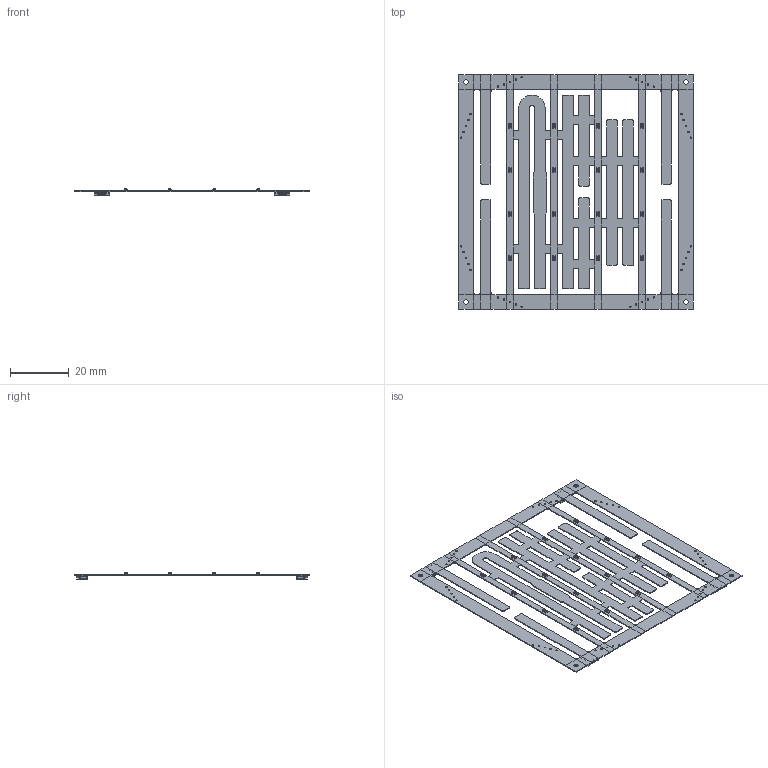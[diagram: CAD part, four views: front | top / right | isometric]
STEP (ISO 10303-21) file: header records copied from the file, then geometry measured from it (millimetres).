
FILE_DESCRIPTION(('Open CASCADE Model'),'2;1');
FILE_NAME('Open CASCADE Shape Model','2019-01-15T12:38:18',('Author'),( 'Open CASCADE'),'Open CASCADE STEP processor 6.8','Open CASCADE 6.8' ,'Unknown');
FILE_SCHEMA(('AUTOMOTIVE_DESIGN { 1 0 10303 214 1 1 1 1 }'));
Length unit declared in the file: millimetre
Products named in the file (99): PCB; Board; Open CASCADE STEP translator 6.8 7.1.1; Open CASCADE STEP translator 6.8 7.1.2; Open CASCADE STEP translator 6.8 7.1.3; Open CASCADE STEP translator 6.8 7.1.4; Open CASCADE STEP translator 6.8 7.1.5; Open CASCADE STEP translator 6.8 7.1.6; Open CASCADE STEP translator 6.8 7.1.7; Open CASCADE STEP translator 6.8 7.1.8; Open CASCADE STEP translator 6.8 7.1.9; Open CASCADE STEP translator 6.8 7.1.10; Open CASCADE STEP translator 6.8 7.1.11; Open CASCADE STEP translator 6.8 7.1.12; Open CASCADE STEP translator 6.8 7.1.13; Open CASCADE STEP translator 6.8 7.1.14; Open CASCADE STEP translator 6.8 7.1.15; Open CASCADE STEP translator 6.8 7.1.16; Open CASCADE STEP translator 6.8 7.1.17; Open CASCADE STEP translator 6.8 7.1.18; Open CASCADE STEP translator 6.8 7.1.19; Open CASCADE STEP translator 6.8 7.1.20; Open CASCADE STEP translator 6.8 7.1.21; Open CASCADE STEP translator 6.8 7.1.22; Open CASCADE STEP translator 6.8 7.1.23; Open CASCADE STEP translator 6.8 7.1.24; Open CASCADE STEP translator 6.8 7.1.25; Open CASCADE STEP translator 6.8 7.1.26; Open CASCADE STEP translator 6.8 7.1.27; Open CASCADE STEP translator 6.8 7.1.28; Open CASCADE STEP translator 6.8 7.1.29; Open CASCADE STEP translator 6.8 7.1.30; Open CASCADE STEP translator 6.8 7.1.31; Open CASCADE STEP translator 6.8 7.1.32; Open CASCADE STEP translator 6.8 7.1.33; Open CASCADE STEP translator 6.8 7.1.34; Open CASCADE STEP translator 6.8 7.1.35; Open CASCADE STEP translator 6.8 7.1.36; Open CASCADE STEP translator 6.8 7.1.37; Open CASCADE STEP translator 6.8 7.1.38 ...
Assembly tree (131 placements, depth 4):
  PCB
    Board
      Open CASCADE STEP translator 6.8 7.1.1
      Open CASCADE STEP translator 6.8 7.1.2
      Open CASCADE STEP translator 6.8 7.1.3
      Open CASCADE STEP translator 6.8 7.1.4
      Open CASCADE STEP translator 6.8 7.1.5
      Open CASCADE STEP translator 6.8 7.1.6
      Open CASCADE STEP translator 6.8 7.1.7
      Open CASCADE STEP translator 6.8 7.1.8
      Open CASCADE STEP translator 6.8 7.1.9
      Open CASCADE STEP translator 6.8 7.1.10
      Open CASCADE STEP translator 6.8 7.1.11
      Open CASCADE STEP translator 6.8 7.1.12
      Open CASCADE STEP translator 6.8 7.1.13
      Open CASCADE STEP translator 6.8 7.1.14
      Open CASCADE STEP translator 6.8 7.1.15
      Open CASCADE STEP translator 6.8 7.1.16
      Open CASCADE STEP translator 6.8 7.1.17
      Open CASCADE STEP translator 6.8 7.1.18
      Open CASCADE STEP translator 6.8 7.1.19
      Open CASCADE STEP translator 6.8 7.1.20
      Open CASCADE STEP translator 6.8 7.1.21
      Open CASCADE STEP translator 6.8 7.1.22
      Open CASCADE STEP translator 6.8 7.1.23
      Open CASCADE STEP translator 6.8 7.1.24
      Open CASCADE STEP translator 6.8 7.1.25
      Open CASCADE STEP translator 6.8 7.1.26
      Open CASCADE STEP translator 6.8 7.1.27
      Open CASCADE STEP translator 6.8 7.1.28
      Open CASCADE STEP translator 6.8 7.1.29
      Open CASCADE STEP translator 6.8 7.1.30
      Open CASCADE STEP translator 6.8 7.1.31
      Open CASCADE STEP translator 6.8 7.1.32
      Open CASCADE STEP translator 6.8 7.1.33
      Open CASCADE STEP translator 6.8 7.1.34
      Open CASCADE STEP translator 6.8 7.1.35
      Open CASCADE STEP translator 6.8 7.1.36
      Open CASCADE STEP translator 6.8 7.1.37
      Open CASCADE STEP translator 6.8 7.1.38
      Open CASCADE STEP translator 6.8 7.1.39
      Open CASCADE STEP translator 6.8 7.1.40
      Open CASCADE STEP translator 6.8 7.1.41
      Open CASCADE STEP translator 6.8 7.1.42
      Open CASCADE STEP translator 6.8 7.1.43
      Open CASCADE STEP translator 6.8 7.1.44
      Open CASCADE STEP translator 6.8 7.1.45
      Open CASCADE STEP translator 6.8 7.1.46
      Open CASCADE STEP translator 6.8 7.1.47
      Open CASCADE STEP translator 6.8 7.1.48
      Open CASCADE STEP translator 6.8 7.1.49
      Open CASCADE STEP translator 6.8 7.1.50
      Open CASCADE STEP translator 6.8 7.1.51
      Open CASCADE STEP translator 6.8 7.1.52
      Open CASCADE STEP translator 6.8 7.1.53
      Open CASCADE STEP translator 6.8 7.1.54
      Open CASCADE STEP translator 6.8 7.1.55
      Open CASCADE STEP translator 6.8 7.1.56
      Open CASCADE STEP translator 6.8 7.1.57
      Open CASCADE STEP translator 6.8 7.1.58
Bounding box: 80 x 80 x 2.17 mm (x, y, z)
Volume: 1256.4 mm3; surface area: 9290.6 mm2
Topology: 107 solids, 123 shells, 3015 faces, 7695 edges, 5050 vertices
Faces by surface type: plane 2341, cylinder 546, bspline 128
Full cylindrical faces by diameter (mm): 0.5 x40, 1.5 x4
Entity records: 34445 total; most frequent: CARTESIAN_POINT 5841, DIRECTION 5288, ORIENTED_EDGE 5258, EDGE_CURVE 2629, LINE 2334, VECTOR 2334, VERTEX_POINT 1722, AXIS2_PLACEMENT_3D 1477
